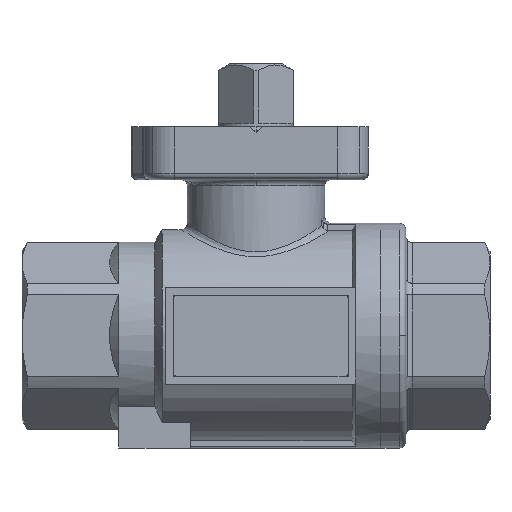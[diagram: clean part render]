
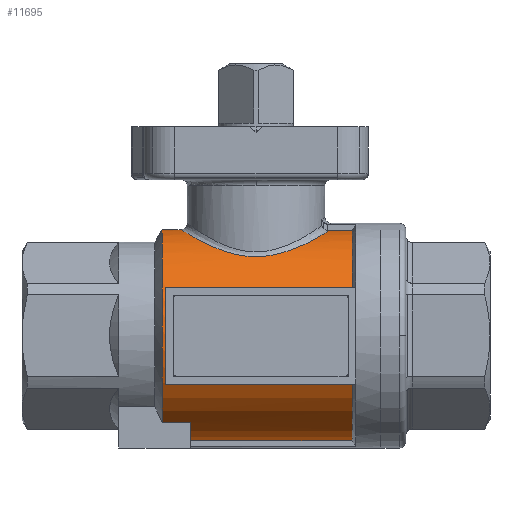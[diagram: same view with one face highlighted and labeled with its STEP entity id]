
A CAD part, front view. The second image highlights one B-rep face of the part: STEP entity #11695.
In plain terms, the highlighted cylindrical face has radius 17 mm (diameter 34 mm), a partial arc.
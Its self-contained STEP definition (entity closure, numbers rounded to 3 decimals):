
#2331=CARTESIAN_POINT('',(-15.045,0.,17.));
#2332=VERTEX_POINT('',#2331);
#2348=CARTESIAN_POINT('',(-15.045,-9.75,-13.926));
#2349=VERTEX_POINT('',#2348);
#2356=CARTESIAN_POINT('',(-15.045,0.,0.));
#2357=DIRECTION('',(-1.,0.,0.));
#2358=DIRECTION('',(0.,0.,1.));
#2359=AXIS2_PLACEMENT_3D('',#2356,#2357,#2358);
#2360=CIRCLE('',#2359,17.);
#2361=EDGE_CURVE('',#2349,#2332,#2360,.T.);
#2659=CARTESIAN_POINT('',(-12.001,0.,17.));
#2660=VERTEX_POINT('',#2659);
#2661=CARTESIAN_POINT('',(-12.001,0.,17.));
#2662=CARTESIAN_POINT('',(-13.015,0.,17.));
#2663=CARTESIAN_POINT('',(-14.03,0.,17.));
#2664=CARTESIAN_POINT('',(-15.045,0.,17.));
#2665=B_SPLINE_CURVE_WITH_KNOTS('',3,(#2661,#2662,#2663,#2664),.UNSPECIFIED.,.F.,.F.,(4,4),(0.,3.045),.UNSPECIFIED.);
#2666=EDGE_CURVE('',#2660,#2332,#2665,.T.);
#11269=CARTESIAN_POINT('',(-14.5,-15.131,-7.75));
#11270=VERTEX_POINT('',#11269);
#11271=CARTESIAN_POINT('',(-14.5,-15.131,7.75));
#11272=VERTEX_POINT('',#11271);
#11273=CARTESIAN_POINT('',(-14.5,0.,0.));
#11274=DIRECTION('',(-1.,0.,0.));
#11275=DIRECTION('',(0.,0.,1.));
#11276=AXIS2_PLACEMENT_3D('',#11273,#11274,#11275);
#11277=CIRCLE('',#11276,17.);
#11278=EDGE_CURVE('',#11270,#11272,#11277,.T.);
#11320=CARTESIAN_POINT('',(-10.5,-9.75,-13.926));
#11321=VERTEX_POINT('',#11320);
#11328=CARTESIAN_POINT('',(-15.045,-9.75,-13.926));
#11329=DIRECTION('',(1.,-0.,-0.));
#11330=VECTOR('',#11329,4.545);
#11331=LINE('',#11328,#11330);
#11332=EDGE_CURVE('',#2349,#11321,#11331,.T.);
#11357=CARTESIAN_POINT('',(15.423,-2.5,-16.815));
#11358=VERTEX_POINT('',#11357);
#11359=CARTESIAN_POINT('',(15.423,-15.131,-7.75));
#11360=VERTEX_POINT('',#11359);
#11361=CARTESIAN_POINT('',(15.423,-0.,-0.));
#11362=DIRECTION('',(-1.,0.,0.));
#11363=DIRECTION('',(-0.,-0.,-1.));
#11364=AXIS2_PLACEMENT_3D('',#11361,#11362,#11363);
#11365=CIRCLE('',#11364,17.);
#11366=EDGE_CURVE('',#11358,#11360,#11365,.T.);
#11404=CARTESIAN_POINT('',(15.423,-15.131,7.75));
#11405=VERTEX_POINT('',#11404);
#11412=CARTESIAN_POINT('',(-14.5,-15.131,7.75));
#11413=DIRECTION('',(1.,-0.,-0.));
#11414=VECTOR('',#11413,29.923);
#11415=LINE('',#11412,#11414);
#11416=EDGE_CURVE('',#11272,#11405,#11415,.T.);
#11563=CARTESIAN_POINT('',(15.423,-15.131,-7.75));
#11564=DIRECTION('',(-1.,0.,0.));
#11565=VECTOR('',#11564,29.923);
#11566=LINE('',#11563,#11565);
#11567=EDGE_CURVE('',#11360,#11270,#11566,.T.);
#11588=CARTESIAN_POINT('',(0.189,-0.,-0.));
#11589=DIRECTION('',(1.,-0.,-0.));
#11590=DIRECTION('',(0.,0.,1.));
#11591=AXIS2_PLACEMENT_3D('',#11588,#11589,#11590);
#11592=CYLINDRICAL_SURFACE('',#11591,17.);
#11593=ORIENTED_EDGE('',*,*,#2666,.T.);
#11594=ORIENTED_EDGE('',*,*,#2361,.F.);
#11595=ORIENTED_EDGE('',*,*,#11332,.T.);
#11596=CARTESIAN_POINT('',(-10.5,-2.5,-16.815));
#11597=VERTEX_POINT('',#11596);
#11598=CARTESIAN_POINT('',(-10.5,0.,0.));
#11599=DIRECTION('',(1.,-0.,-0.));
#11600=DIRECTION('',(0.,0.,1.));
#11601=AXIS2_PLACEMENT_3D('',#11598,#11599,#11600);
#11602=CIRCLE('',#11601,17.);
#11603=EDGE_CURVE('',#11321,#11597,#11602,.T.);
#11604=ORIENTED_EDGE('',*,*,#11603,.T.);
#11605=CARTESIAN_POINT('',(-10.5,-2.5,-16.815));
#11606=DIRECTION('',(1.,-0.,-0.));
#11607=VECTOR('',#11606,25.923);
#11608=LINE('',#11605,#11607);
#11609=EDGE_CURVE('',#11597,#11358,#11608,.T.);
#11610=ORIENTED_EDGE('',*,*,#11609,.T.);
#11611=ORIENTED_EDGE('',*,*,#11366,.T.);
#11612=ORIENTED_EDGE('',*,*,#11567,.T.);
#11613=ORIENTED_EDGE('',*,*,#11278,.T.);
#11614=ORIENTED_EDGE('',*,*,#11416,.T.);
#11615=CARTESIAN_POINT('',(15.423,-2.5,16.815));
#11616=VERTEX_POINT('',#11615);
#11617=CARTESIAN_POINT('',(15.423,-0.,-0.));
#11618=DIRECTION('',(-1.,0.,0.));
#11619=DIRECTION('',(0.,0.,1.));
#11620=AXIS2_PLACEMENT_3D('',#11617,#11618,#11619);
#11621=CIRCLE('',#11620,17.);
#11622=EDGE_CURVE('',#11405,#11616,#11621,.T.);
#11623=ORIENTED_EDGE('',*,*,#11622,.T.);
#11624=CARTESIAN_POINT('',(11.704,-2.5,16.815));
#11625=VERTEX_POINT('',#11624);
#11626=CARTESIAN_POINT('',(15.423,-2.5,16.815));
#11627=DIRECTION('',(-1.,0.,0.));
#11628=VECTOR('',#11627,3.718);
#11629=LINE('',#11626,#11628);
#11630=EDGE_CURVE('',#11616,#11625,#11629,.T.);
#11631=ORIENTED_EDGE('',*,*,#11630,.T.);
#11632=CARTESIAN_POINT('',(-10.5,-5.487,16.09));
#11633=VERTEX_POINT('',#11632);
#11634=CARTESIAN_POINT('',(-10.5,-5.487,16.09));
#11635=CARTESIAN_POINT('',(-9.917,-6.484,15.75));
#11636=CARTESIAN_POINT('',(-9.187,-7.379,15.341));
#11637=CARTESIAN_POINT('',(-8.339,-8.151,14.918));
#11638=CARTESIAN_POINT('',(-7.915,-8.538,14.707));
#11639=CARTESIAN_POINT('',(-7.461,-8.894,14.493));
#11640=CARTESIAN_POINT('',(-6.981,-9.217,14.284));
#11641=CARTESIAN_POINT('',(-6.502,-9.541,14.075));
#11642=CARTESIAN_POINT('',(-5.996,-9.833,13.871));
#11643=CARTESIAN_POINT('',(-5.467,-10.089,13.682));
#11644=CARTESIAN_POINT('',(-4.937,-10.345,13.494));
#11645=CARTESIAN_POINT('',(-4.383,-10.566,13.32));
#11646=CARTESIAN_POINT('',(-3.805,-10.748,13.171));
#11647=CARTESIAN_POINT('',(-3.227,-10.93,13.022));
#11648=CARTESIAN_POINT('',(-2.627,-11.074,12.899));
#11649=CARTESIAN_POINT('',(-2.012,-11.173,12.813));
#11650=CARTESIAN_POINT('',(-1.398,-11.272,12.726));
#11651=CARTESIAN_POINT('',(-0.769,-11.326,12.678));
#11652=CARTESIAN_POINT('',(-0.14,-11.333,12.672));
#11653=CARTESIAN_POINT('',(0.489,-11.34,12.665));
#11654=CARTESIAN_POINT('',(1.118,-11.3,12.701));
#11655=CARTESIAN_POINT('',(1.733,-11.215,12.776));
#11656=CARTESIAN_POINT('',(2.963,-11.044,12.926));
#11657=CARTESIAN_POINT('',(4.141,-10.694,13.23));
#11658=CARTESIAN_POINT('',(5.224,-10.201,13.599));
#11659=CARTESIAN_POINT('',(5.765,-9.955,13.784));
#11660=CARTESIAN_POINT('',(6.281,-9.673,13.985));
#11661=CARTESIAN_POINT('',(6.77,-9.36,14.191));
#11662=CARTESIAN_POINT('',(7.258,-9.046,14.398));
#11663=CARTESIAN_POINT('',(7.718,-8.7,14.611));
#11664=CARTESIAN_POINT('',(8.149,-8.324,14.823));
#11665=CARTESIAN_POINT('',(8.579,-7.947,15.034));
#11666=CARTESIAN_POINT('',(8.981,-7.539,15.244));
#11667=CARTESIAN_POINT('',(9.35,-7.103,15.445));
#11668=CARTESIAN_POINT('',(9.72,-6.666,15.646));
#11669=CARTESIAN_POINT('',(10.059,-6.201,15.837));
#11670=CARTESIAN_POINT('',(10.362,-5.71,16.012));
#11671=CARTESIAN_POINT('',(10.968,-4.728,16.363));
#11672=CARTESIAN_POINT('',(11.43,-3.645,16.645));
#11673=CARTESIAN_POINT('',(11.704,-2.5,16.815));
#11674=B_SPLINE_CURVE_WITH_KNOTS('',3,(#11634,#11635,#11636,#11637,#11638,#11639,#11640,#11641,#11642,#11643,#11644,#11645,#11646,#11647,#11648,#11649,#11650,#11651,#11652,#11653,#11654,#11655,#11656,#11657,#11658,#11659,
#11660,#11661,#11662,#11663,#11664,#11665,#11666,#11667,#11668,#11669,#11670,#11671,#11672,#11673),.UNSPECIFIED.,.F.,.F.,(4,3,3,3,3,3,3,3,3,3,3,3,3,4),(-7.15,-6.775,-6.587,-6.399,-6.212,-6.024,-5.836,-5.649,-5.273,-5.086,-4.898,-4.71,-4.523,-4.147),.UNSPECIFIED.);
#11675=EDGE_CURVE('',#11633,#11625,#11674,.T.);
#11676=ORIENTED_EDGE('',*,*,#11675,.F.);
#11677=CARTESIAN_POINT('',(-12.001,0.,17.));
#11678=CARTESIAN_POINT('',(-12.001,-0.484,17.));
#11679=CARTESIAN_POINT('',(-11.968,-0.968,16.979));
#11680=CARTESIAN_POINT('',(-11.903,-1.446,16.938));
#11681=CARTESIAN_POINT('',(-11.838,-1.925,16.898));
#11682=CARTESIAN_POINT('',(-11.739,-2.398,16.837));
#11683=CARTESIAN_POINT('',(-11.61,-2.861,16.757));
#11684=CARTESIAN_POINT('',(-11.481,-3.325,16.678));
#11685=CARTESIAN_POINT('',(-11.322,-3.778,16.581));
#11686=CARTESIAN_POINT('',(-11.136,-4.217,16.469));
#11687=CARTESIAN_POINT('',(-10.95,-4.656,16.356));
#11688=CARTESIAN_POINT('',(-10.738,-5.08,16.229));
#11689=CARTESIAN_POINT('',(-10.5,-5.487,16.09));
#11690=B_SPLINE_CURVE_WITH_KNOTS('',3,(#11677,#11678,#11679,#11680,#11681,#11682,#11683,#11684,#11685,#11686,#11687,#11688,#11689),.UNSPECIFIED.,.F.,.F.,(4,3,3,3,4),(-7.763,-7.61,-7.457,-7.303,-7.15),.UNSPECIFIED.);
#11691=EDGE_CURVE('',#2660,#11633,#11690,.T.);
#11692=ORIENTED_EDGE('',*,*,#11691,.F.);
#11693=EDGE_LOOP('',(#11593,#11594,#11595,#11604,#11610,#11611,#11612,#11613,#11614,#11623,#11631,#11676,#11692));
#11694=FACE_BOUND('',#11693,.T.);
#11695=ADVANCED_FACE('',(#11694),#11592,.T.);
